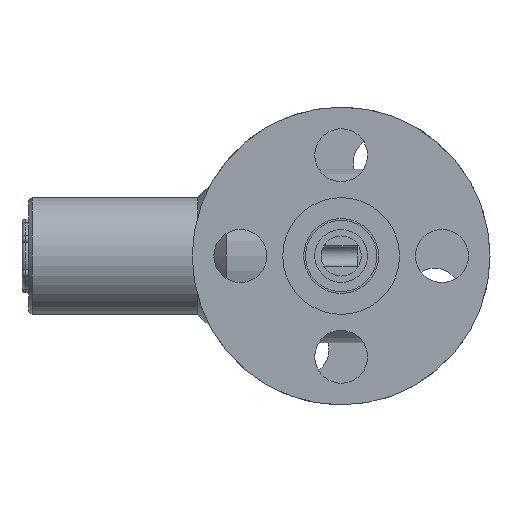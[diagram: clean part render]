
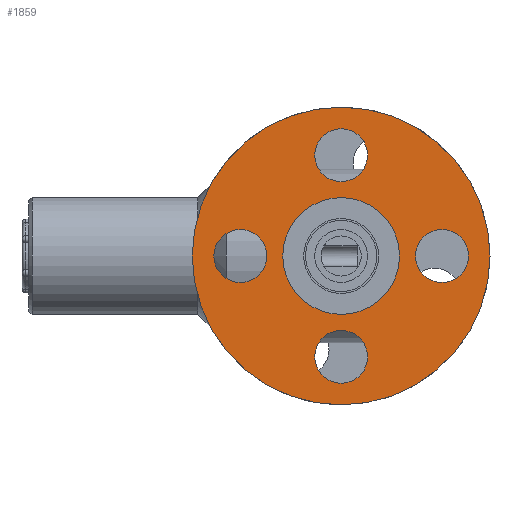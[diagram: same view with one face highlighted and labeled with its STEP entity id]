
A CAD part, left-side view. The second image highlights one B-rep face of the part: STEP entity #1859.
In plain terms, the highlighted planar face has unit normal (-1, 0, 0).
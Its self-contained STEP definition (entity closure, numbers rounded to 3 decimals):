
#19 = DIRECTION ( 'NONE',  ( 0., 0., 1. ) ) ;
#36 = FACE_BOUND ( 'NONE', #4340, .T. ) ;
#225 = CARTESIAN_POINT ( 'NONE',  ( 1.6, 0., 44.5 ) ) ;
#390 = ORIENTED_EDGE ( 'NONE', *, *, #4733, .F. ) ;
#620 = CARTESIAN_POINT ( 'NONE',  ( 1.6, -30.15, 7.9 ) ) ;
#621 = FACE_BOUND ( 'NONE', #7079, .T. ) ;
#733 = DIRECTION ( 'NONE',  ( 0., 0., 1. ) ) ;
#847 = EDGE_LOOP ( 'NONE', ( #390 ) ) ;
#943 = DIRECTION ( 'NONE',  ( 1., 0., 0. ) ) ;
#1169 = DIRECTION ( 'NONE',  ( -1., 0., 0. ) ) ;
#1290 = EDGE_CURVE ( 'NONE', #4125, #4125, #5652, .T. ) ;
#1301 = VERTEX_POINT ( 'NONE', #3036 ) ;
#1528 = EDGE_CURVE ( 'NONE', #1301, #1301, #2562, .T. ) ;
#1662 = AXIS2_PLACEMENT_3D ( 'NONE', #6157, #943, #3906 ) ;
#1801 = FACE_OUTER_BOUND ( 'NONE', #847, .T. ) ;
#1822 = AXIS2_PLACEMENT_3D ( 'NONE', #5808, #1169, #5880 ) ;
#1859 = ADVANCED_FACE ( 'E28', ( #4279, #36, #3039, #621, #1801, #3003 ), #6646, .T. ) ;
#1991 = CARTESIAN_POINT ( 'NONE',  ( 1.6, 0., 17.45 ) ) ;
#2053 = AXIS2_PLACEMENT_3D ( 'NONE', #5309, #4191, #19 ) ;
#2070 = VERTEX_POINT ( 'NONE', #1991 ) ;
#2231 = ORIENTED_EDGE ( 'NONE', *, *, #3598, .F. ) ;
#2386 = DIRECTION ( 'NONE',  ( -1., 0., 0. ) ) ;
#2562 = CIRCLE ( 'NONE', #5776, 7.9 ) ;
#2898 = DIRECTION ( 'NONE',  ( 0., 0., 1. ) ) ;
#2977 = DIRECTION ( 'NONE',  ( -1., 0., 0. ) ) ;
#2987 = ORIENTED_EDGE ( 'NONE', *, *, #6216, .F. ) ;
#3003 = FACE_BOUND ( 'NONE', #6525, .T. ) ;
#3036 = CARTESIAN_POINT ( 'NONE',  ( 1.6, 0., -22.25 ) ) ;
#3039 = FACE_BOUND ( 'NONE', #6709, .T. ) ;
#3210 = DIRECTION ( 'NONE',  ( 0., 0., 1. ) ) ;
#3407 = CIRCLE ( 'NONE', #4876, 7.9 ) ;
#3507 = CARTESIAN_POINT ( 'NONE',  ( 1.6, 30.15, 7.9 ) ) ;
#3598 = EDGE_CURVE ( 'NONE', #5241, #5241, #3407, .T. ) ;
#3725 = VERTEX_POINT ( 'NONE', #225 ) ;
#3839 = EDGE_CURVE ( 'NONE', #6461, #6461, #4033, .T. ) ;
#3906 = DIRECTION ( 'NONE',  ( 0., 0., 1. ) ) ;
#3992 = DIRECTION ( 'NONE',  ( 0., 0., 1. ) ) ;
#4033 = CIRCLE ( 'NONE', #5134, 7.9 ) ;
#4125 = VERTEX_POINT ( 'NONE', #620 ) ;
#4191 = DIRECTION ( 'NONE',  ( -1., 0., 0. ) ) ;
#4279 = FACE_BOUND ( 'NONE', #4722, .T. ) ;
#4340 = EDGE_LOOP ( 'NONE', ( #6413 ) ) ;
#4660 = ORIENTED_EDGE ( 'NONE', *, *, #1528, .F. ) ;
#4722 = EDGE_LOOP ( 'NONE', ( #4660 ) ) ;
#4733 = EDGE_CURVE ( 'NONE', #3725, #3725, #5864, .T. ) ;
#4790 = AXIS2_PLACEMENT_3D ( 'NONE', #5981, #2386, #733 ) ;
#4876 = AXIS2_PLACEMENT_3D ( 'NONE', #5020, #4942, #3210 ) ;
#4942 = DIRECTION ( 'NONE',  ( -1., 0., 0. ) ) ;
#5020 = CARTESIAN_POINT ( 'NONE',  ( 1.6, 0., 30.15 ) ) ;
#5134 = AXIS2_PLACEMENT_3D ( 'NONE', #6943, #5729, #3992 ) ;
#5201 = ORIENTED_EDGE ( 'NONE', *, *, #3839, .F. ) ;
#5241 = VERTEX_POINT ( 'NONE', #5363 ) ;
#5309 = CARTESIAN_POINT ( 'NONE',  ( 1.6, 0., 0. ) ) ;
#5363 = CARTESIAN_POINT ( 'NONE',  ( 1.6, 0., 38.05 ) ) ;
#5388 = CIRCLE ( 'NONE', #2053, 17.45 ) ;
#5652 = CIRCLE ( 'NONE', #1822, 7.9 ) ;
#5729 = DIRECTION ( 'NONE',  ( -1., 0., 0. ) ) ;
#5776 = AXIS2_PLACEMENT_3D ( 'NONE', #5922, #2977, #2898 ) ;
#5808 = CARTESIAN_POINT ( 'NONE',  ( 1.6, -30.15, 0. ) ) ;
#5864 = CIRCLE ( 'NONE', #1662, 44.5 ) ;
#5880 = DIRECTION ( 'NONE',  ( 0., 0., 1. ) ) ;
#5922 = CARTESIAN_POINT ( 'NONE',  ( 1.6, 0., -30.15 ) ) ;
#5981 = CARTESIAN_POINT ( 'NONE',  ( 1.6, 17.45, 0. ) ) ;
#6157 = CARTESIAN_POINT ( 'NONE',  ( 1.6, 0., 0. ) ) ;
#6216 = EDGE_CURVE ( 'NONE', #2070, #2070, #5388, .T. ) ;
#6413 = ORIENTED_EDGE ( 'NONE', *, *, #1290, .F. ) ;
#6461 = VERTEX_POINT ( 'NONE', #3507 ) ;
#6525 = EDGE_LOOP ( 'NONE', ( #2987 ) ) ;
#6646 = PLANE ( 'NONE',  #4790 ) ;
#6709 = EDGE_LOOP ( 'NONE', ( #2231 ) ) ;
#6943 = CARTESIAN_POINT ( 'NONE',  ( 1.6, 30.15, 0. ) ) ;
#7079 = EDGE_LOOP ( 'NONE', ( #5201 ) ) ;
